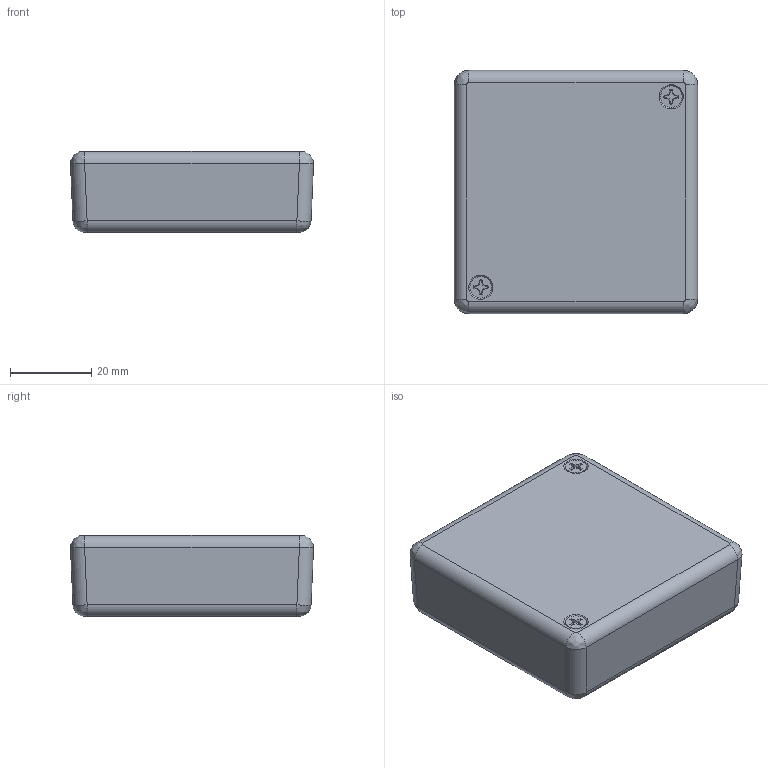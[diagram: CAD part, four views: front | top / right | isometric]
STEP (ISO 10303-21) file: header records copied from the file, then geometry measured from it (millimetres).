
FILE_DESCRIPTION(/* description */ (''),/* implementation_level */ '2;1');
FILE_NAME(/* name */ '1551T.stp',/* time_stamp */ '2020-06-26T09:36:32-04:00',/* author */ ('mbeerman'),/* organization */ (''),/* preprocessor_version */ 'ST-DEVELOPER v18.1',/* originating_system */ 'Autodesk Inventor 2020',/* authorisation */ '');
FILE_SCHEMA (('AUTOMOTIVE_DESIGN { 1 0 10303 214 3 1 1 }'));
Products named in the file (4): 1551X; 1551T Box; 1551T Lid; #10229
Assembly tree (2 placements, depth 2):
  1551X
    1551T Box
    1551T Lid
  #10229
Bounding box: 60 x 60 x 20 mm (x, y, z)
Volume: 21854 mm3; surface area: 23570.3 mm2
Topology: 4 solids, 4 shells, 335 faces, 885 edges, 586 vertices
Faces by surface type: plane 201, bspline 58, cone 36, cylinder 32, torus 8
Full cylindrical faces by diameter (mm): 2.5 x2, 2.946 x2, 3.5 x2, 5.334 x2
Entity records: 10193 total; most frequent: CARTESIAN_POINT 2705, ORIENTED_EDGE 1622, DIRECTION 1364, EDGE_CURVE 811, VERTEX_POINT 536, LINE 516, VECTOR 516, AXIS2_PLACEMENT_3D 424
